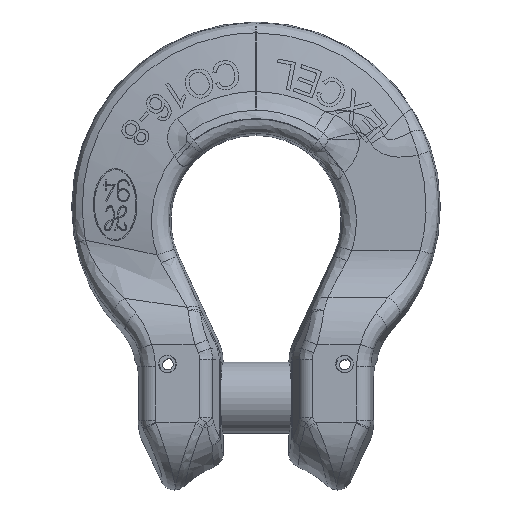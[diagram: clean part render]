
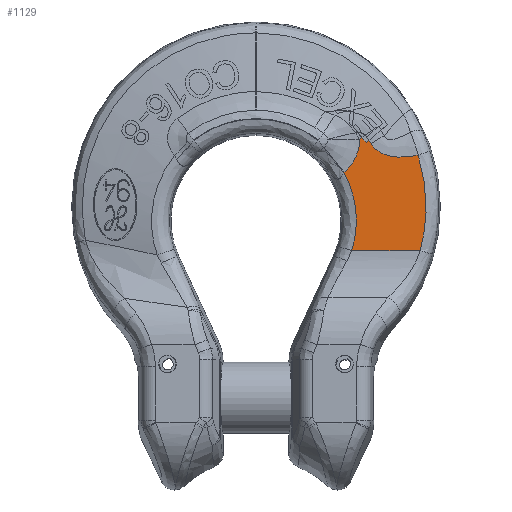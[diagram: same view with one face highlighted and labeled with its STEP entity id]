
A CAD part, top view. The second image highlights one B-rep face of the part: STEP entity #1129.
In plain terms, the highlighted planar face has unit normal (0, 0, 1).
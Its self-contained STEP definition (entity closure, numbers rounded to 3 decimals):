
#1129=ADVANCED_FACE('NONE',(#2915),#2916,.F.);
#2915=FACE_OUTER_BOUND('',#8180,.T.);
#2916=PLANE('',#8181);
#8180=EDGE_LOOP('',(#22111,#22112,#22113,#22114,#22115,#22116,#22117,#22118,#22119));
#8181=AXIS2_PLACEMENT_3D('',#22120,#22121,#22122);
#22111=ORIENTED_EDGE('',*,*,#27730,.F.);
#22112=ORIENTED_EDGE('',*,*,#27731,.F.);
#22113=ORIENTED_EDGE('',*,*,#27732,.T.);
#22114=ORIENTED_EDGE('',*,*,#27733,.F.);
#22115=ORIENTED_EDGE('',*,*,#27696,.F.);
#22116=ORIENTED_EDGE('',*,*,#27727,.T.);
#22117=ORIENTED_EDGE('',*,*,#27527,.F.);
#22118=ORIENTED_EDGE('',*,*,#27734,.F.);
#22119=ORIENTED_EDGE('',*,*,#27735,.F.);
#22120=CARTESIAN_POINT('',(13.83,-11.754,8.25));
#22121=DIRECTION('',(0.0,0.0,-1.0));
#22122=DIRECTION('',(-0.0,1.0,0.0));
#27527=EDGE_CURVE('NONE',#30595,#30591,#30597,.T.);
#27696=EDGE_CURVE('NONE',#30821,#30827,#30828,.T.);
#27727=EDGE_CURVE('NONE',#30821,#30591,#30871,.T.);
#27730=EDGE_CURVE('NONE',#30874,#30875,#30876,.T.);
#27731=EDGE_CURVE('NONE',#30877,#30874,#30878,.T.);
#27732=EDGE_CURVE('NONE',#30877,#30879,#30880,.T.);
#27733=EDGE_CURVE('NONE',#30827,#30879,#30881,.T.);
#27734=EDGE_CURVE('NONE',#30882,#30595,#30883,.T.);
#27735=EDGE_CURVE('NONE',#30875,#30882,#30884,.T.);
#30591=VERTEX_POINT('NONE',#36751);
#30595=VERTEX_POINT('NONE',#36766);
#30597=(B_SPLINE_CURVE(3,(#36769,#36770,#36771,#36772),.UNSPECIFIED.,.F.,.F.)B_SPLINE_CURVE_WITH_KNOTS((4,4),(0.0,1.0),.UNSPECIFIED.)RATIONAL_B_SPLINE_CURVE((1.0,0.973,0.973,1.0))BOUNDED_CURVE()REPRESENTATION_ITEM('')GEOMETRIC_REPRESENTATION_ITEM()CURVE());
#30821=VERTEX_POINT('NONE',#37887);
#30827=VERTEX_POINT('NONE',#37896);
#30828=(B_SPLINE_CURVE(3,(#37898,#37899,#37900,#37901),.UNSPECIFIED.,.F.,.F.)B_SPLINE_CURVE_WITH_KNOTS((4,4),(0.0,1.0),.UNSPECIFIED.)RATIONAL_B_SPLINE_CURVE((1.0,0.946,0.946,1.0))BOUNDED_CURVE()REPRESENTATION_ITEM('')GEOMETRIC_REPRESENTATION_ITEM()CURVE());
#30871=LINE('',#38129,#38130);
#30874=VERTEX_POINT('NONE',#38138);
#30875=VERTEX_POINT('NONE',#38139);
#30876=LINE('',#38140,#38141);
#30877=VERTEX_POINT('NONE',#38142);
#30878=LINE('',#38143,#38144);
#30879=VERTEX_POINT('NONE',#38145);
#30880=LINE('',#38146,#38147);
#30881=(B_SPLINE_CURVE(3,(#38149,#38150,#38151,#38152),.UNSPECIFIED.,.F.,.F.)B_SPLINE_CURVE_WITH_KNOTS((4,4),(0.0,1.0),.UNSPECIFIED.)RATIONAL_B_SPLINE_CURVE((1.0,0.931,0.931,1.0))BOUNDED_CURVE()REPRESENTATION_ITEM('')GEOMETRIC_REPRESENTATION_ITEM()CURVE());
#30882=VERTEX_POINT('NONE',#38159);
#30883=B_SPLINE_CURVE_WITH_KNOTS('',3,(#38160,#38161,#38162,#38163,#38164,#38165,#38166,#38167,#38168,#38169,#38170,#38171,#38172,#38173,#38174,#38175,#38176,#38177,#38178,#38179),.UNSPECIFIED.,.F.,.F.,(4,2,2,2,2,2,2,2,2,4),(0.0,0.126,0.189,0.252,0.314,0.377,0.503,0.629,0.755,1.0),.UNSPECIFIED.);
#30884=LINE('',#38180,#38181);
#36751=CARTESIAN_POINT('',(46.32,-8.515,8.25));
#36766=CARTESIAN_POINT('',(45.743,18.486,8.25));
#36769=CARTESIAN_POINT('',(45.743,18.486,8.25));
#36770=CARTESIAN_POINT('',(48.536,9.666,8.25));
#36771=CARTESIAN_POINT('',(48.734,0.416,8.25));
#36772=CARTESIAN_POINT('',(46.32,-8.515,8.25));
#37887=CARTESIAN_POINT('',(26.996,-8.515,8.25));
#37896=CARTESIAN_POINT('',(24.81,13.628,8.25));
#37898=CARTESIAN_POINT('',(26.996,-8.515,8.25));
#37899=CARTESIAN_POINT('',(29.353,-1.041,8.25));
#37900=CARTESIAN_POINT('',(28.584,6.759,8.25));
#37901=CARTESIAN_POINT('',(24.81,13.628,8.25));
#38129=CARTESIAN_POINT('',(-78.0,-8.515,8.25));
#38130=VECTOR('',#53170,1000.0);
#38138=CARTESIAN_POINT('',(31.032,22.018,8.25));
#38139=CARTESIAN_POINT('',(31.832,22.679,8.25));
#38140=CARTESIAN_POINT('',(37.125,27.058,8.25));
#38141=VECTOR('',#53171,1000.0);
#38142=CARTESIAN_POINT('',(29.881,23.409,8.25));
#38143=CARTESIAN_POINT('',(29.881,23.409,8.25));
#38144=VECTOR('',#53172,1000.0);
#38145=CARTESIAN_POINT('',(29.214,22.942,8.25));
#38146=CARTESIAN_POINT('',(2.589,4.299,8.25));
#38147=VECTOR('',#53173,1000.0);
#38149=CARTESIAN_POINT('',(24.81,13.628,8.25));
#38150=CARTESIAN_POINT('',(27.703,15.918,8.25));
#38151=CARTESIAN_POINT('',(29.28,19.254,8.25));
#38152=CARTESIAN_POINT('',(29.214,22.942,8.25));
#38159=CARTESIAN_POINT('',(32.472,21.677,8.25));
#38160=CARTESIAN_POINT('',(32.472,21.677,8.25));
#38161=CARTESIAN_POINT('',(32.805,21.156,8.25));
#38162=CARTESIAN_POINT('',(33.191,20.682,8.25));
#38163=CARTESIAN_POINT('',(33.853,20.049,8.25));
#38164=CARTESIAN_POINT('',(34.09,19.849,8.25));
#38165=CARTESIAN_POINT('',(34.585,19.482,8.25));
#38166=CARTESIAN_POINT('',(34.841,19.315,8.25));
#38167=CARTESIAN_POINT('',(35.371,19.012,8.25));
#38168=CARTESIAN_POINT('',(35.645,18.876,8.25));
#38169=CARTESIAN_POINT('',(36.208,18.633,8.25));
#38170=CARTESIAN_POINT('',(36.498,18.525,8.25));
#38171=CARTESIAN_POINT('',(37.375,18.246,8.25));
#38172=CARTESIAN_POINT('',(37.97,18.117,8.25));
#38173=CARTESIAN_POINT('',(39.176,17.943,8.25));
#38174=CARTESIAN_POINT('',(39.789,17.9,8.25));
#38175=CARTESIAN_POINT('',(41.015,17.88,8.25));
#38176=CARTESIAN_POINT('',(41.623,17.903,8.25));
#38177=CARTESIAN_POINT('',(43.411,18.046,8.25));
#38178=CARTESIAN_POINT('',(44.581,18.236,8.25));
#38179=CARTESIAN_POINT('',(45.743,18.486,8.25));
#38180=CARTESIAN_POINT('',(31.832,22.679,8.25));
#38181=VECTOR('',#53174,1000.0);
#53170=DIRECTION('',(1.0,0.0,-0.0));
#53171=DIRECTION('',(0.771,0.637,0.0));
#53172=DIRECTION('',(0.637,-0.771,0.0));
#53173=DIRECTION('',(-0.819,-0.574,0.0));
#53174=DIRECTION('',(0.538,-0.843,0.0));
